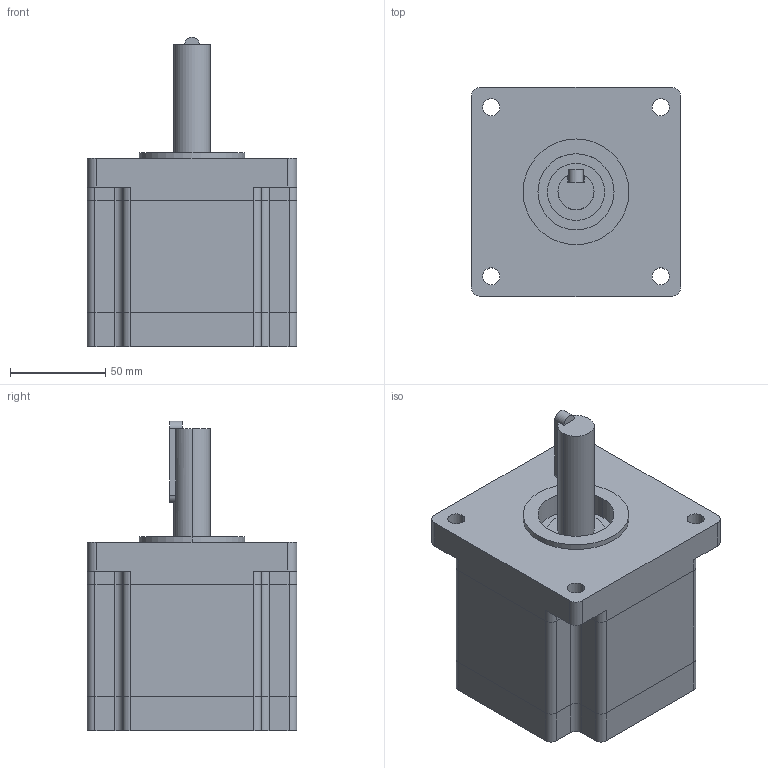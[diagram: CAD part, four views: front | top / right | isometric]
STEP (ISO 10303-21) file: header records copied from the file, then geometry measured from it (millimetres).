
FILE_DESCRIPTION (( 'STEP AP214' ), '1' );
FILE_NAME ('110HS1250A4.STEP', '2023-06-02T01:29:57', ( 'Windows 蚚誧' ), ( 'Organization' ), 'SwSTEP 2.0', 'SolidWorks 2021', '' );
FILE_SCHEMA (( 'AUTOMOTIVE_DESIGN' ));
Length unit declared in the file: millimetre
Products named in the file (1): 110HS1250A4
Bounding box: 110 x 110 x 162.75 mm (x, y, z)
Volume: 1089635.5 mm3; surface area: 117543.3 mm2
Topology: 3 solids, 3 shells, 125 faces, 332 edges, 220 vertices
Faces by surface type: cylinder 65, plane 60
Entity records: 4056 total; most frequent: DIRECTION 713, CARTESIAN_POINT 711, ORIENTED_EDGE 664, EDGE_CURVE 332, AXIS2_PLACEMENT_3D 256, VERTEX_POINT 220, VECTOR 201, LINE 201
